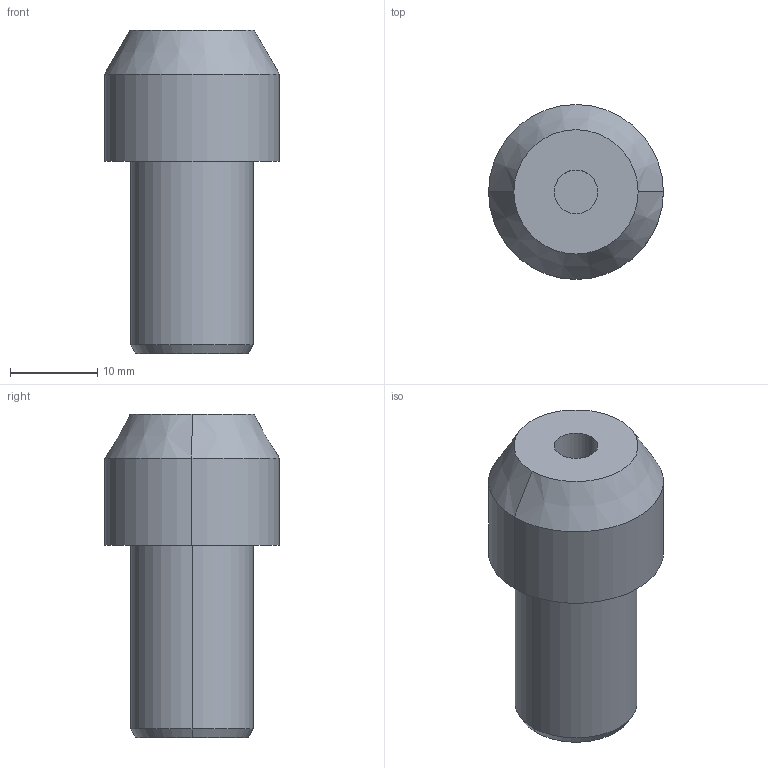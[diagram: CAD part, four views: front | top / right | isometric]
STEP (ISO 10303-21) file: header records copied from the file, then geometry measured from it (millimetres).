
FILE_DESCRIPTION (( 'STEP AP203' ), '1' );
FILE_NAME ('bj721-20021.STEP', '2021-10-24T23:59:42', ( '' ), ( '' ), 'SwSTEP 2.0', 'SolidWorks 2020', '' );
FILE_SCHEMA (( 'CONFIG_CONTROL_DESIGN' ));
Length unit declared in the file: millimetre
Products named in the file (1): bj721-20021
Bounding box: 20 x 20 x 37 mm (x, y, z)
Volume: 7507.2 mm3; surface area: 2510.6 mm2
Topology: 1 solids, 1 shells, 17 faces, 32 edges, 20 vertices
Faces by surface type: cylinder 8, plane 5, cone 4
Entity records: 511 total; most frequent: DIRECTION 88, CARTESIAN_POINT 70, ORIENTED_EDGE 64, AXIS2_PLACEMENT_3D 38, EDGE_CURVE 32, CIRCLE 20, EDGE_LOOP 20, VERTEX_POINT 20
